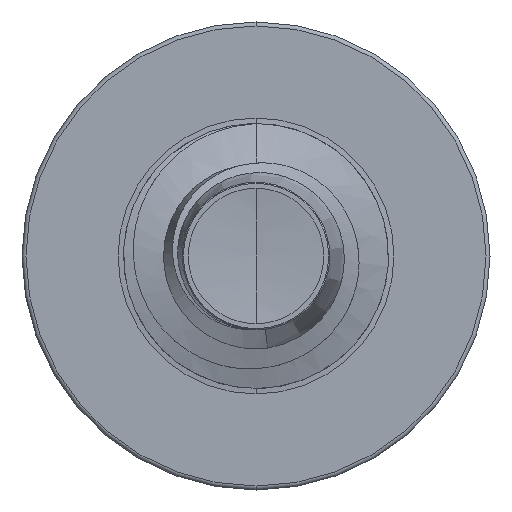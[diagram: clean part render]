
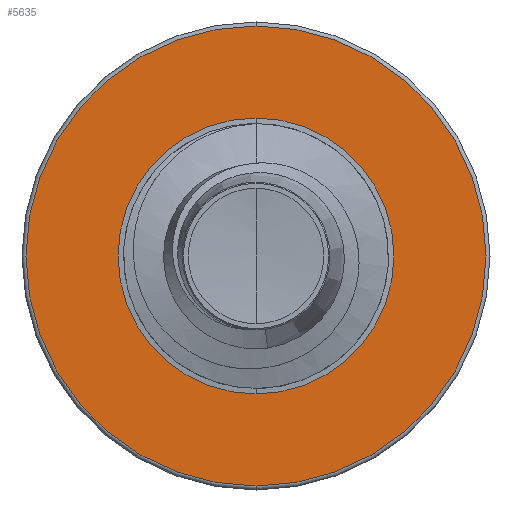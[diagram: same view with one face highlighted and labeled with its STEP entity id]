
A CAD part, front view. The second image highlights one B-rep face of the part: STEP entity #5635.
In plain terms, the highlighted planar face has unit normal (0, -1, 0).
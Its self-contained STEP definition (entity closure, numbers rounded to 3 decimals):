
#4 = FACE_BOUND ( 'NONE', #3317, .T. ) ;
#220 = DIRECTION ( 'NONE',  ( 0., 0., 1. ) ) ;
#242 = DIRECTION ( 'NONE',  ( 0., 1., 0. ) ) ;
#262 = CARTESIAN_POINT ( 'NONE',  ( 0., 5., 0. ) ) ;
#751 = CARTESIAN_POINT ( 'NONE',  ( 0., 5., -1.562 ) ) ;
#1344 = AXIS2_PLACEMENT_3D ( 'NONE', #5812, #10641, #5654 ) ;
#1392 = CIRCLE ( 'NONE', #12355, 1.562 ) ;
#2675 = DIRECTION ( 'NONE',  ( 0., 0., 1. ) ) ;
#2680 = DIRECTION ( 'NONE',  ( 0., 1., 0. ) ) ;
#2693 = CARTESIAN_POINT ( 'NONE',  ( 0., 5., 0. ) ) ;
#2972 = DIRECTION ( 'NONE',  ( 0., 0., 1. ) ) ;
#2975 = DIRECTION ( 'NONE',  ( 0., 1., 0. ) ) ;
#2991 = CARTESIAN_POINT ( 'NONE',  ( 0., 5., 0. ) ) ;
#3317 = EDGE_LOOP ( 'NONE', ( #12592, #3756 ) ) ;
#3322 = CIRCLE ( 'NONE', #4412, 2.605 ) ;
#3493 = CARTESIAN_POINT ( 'NONE',  ( 0., 5., 1.562 ) ) ;
#3756 = ORIENTED_EDGE ( 'NONE', *, *, #11390, .T. ) ;
#4299 = AXIS2_PLACEMENT_3D ( 'NONE', #2991, #2975, #2972 ) ;
#4412 = AXIS2_PLACEMENT_3D ( 'NONE', #10421, #10412, #10406 ) ;
#4797 = VERTEX_POINT ( 'NONE', #751 ) ;
#5635 = ADVANCED_FACE ( 'NONE', ( #7598, #4 ), #7669, .F. ) ;
#5654 = DIRECTION ( 'NONE',  ( 0., 0., 1. ) ) ;
#5812 = CARTESIAN_POINT ( 'NONE',  ( 0., 5., -1.562 ) ) ;
#6556 = ORIENTED_EDGE ( 'NONE', *, *, #10767, .F. ) ;
#6562 = CIRCLE ( 'NONE', #11205, 1.562 ) ;
#7469 = VERTEX_POINT ( 'NONE', #11207 ) ;
#7598 = FACE_OUTER_BOUND ( 'NONE', #8437, .T. ) ;
#7669 = PLANE ( 'NONE',  #1344 ) ;
#8437 = EDGE_LOOP ( 'NONE', ( #6556, #9103 ) ) ;
#9103 = ORIENTED_EDGE ( 'NONE', *, *, #11485, .F. ) ;
#10179 = CIRCLE ( 'NONE', #4299, 2.605 ) ;
#10406 = DIRECTION ( 'NONE',  ( 0., 0., 1. ) ) ;
#10412 = DIRECTION ( 'NONE',  ( 0., 1., 0. ) ) ;
#10421 = CARTESIAN_POINT ( 'NONE',  ( 0., 5., 0. ) ) ;
#10551 = VERTEX_POINT ( 'NONE', #11009 ) ;
#10641 = DIRECTION ( 'NONE',  ( 0., 1., 0. ) ) ;
#10767 = EDGE_CURVE ( 'NONE', #7469, #10551, #3322, .T. ) ;
#11006 = EDGE_CURVE ( 'NONE', #12165, #4797, #1392, .T. ) ;
#11009 = CARTESIAN_POINT ( 'NONE',  ( 0., 5., -2.605 ) ) ;
#11205 = AXIS2_PLACEMENT_3D ( 'NONE', #2693, #2680, #2675 ) ;
#11207 = CARTESIAN_POINT ( 'NONE',  ( 0., 5., 2.605 ) ) ;
#11390 = EDGE_CURVE ( 'NONE', #4797, #12165, #6562, .T. ) ;
#11485 = EDGE_CURVE ( 'NONE', #10551, #7469, #10179, .T. ) ;
#12165 = VERTEX_POINT ( 'NONE', #3493 ) ;
#12355 = AXIS2_PLACEMENT_3D ( 'NONE', #262, #242, #220 ) ;
#12592 = ORIENTED_EDGE ( 'NONE', *, *, #11006, .T. ) ;
